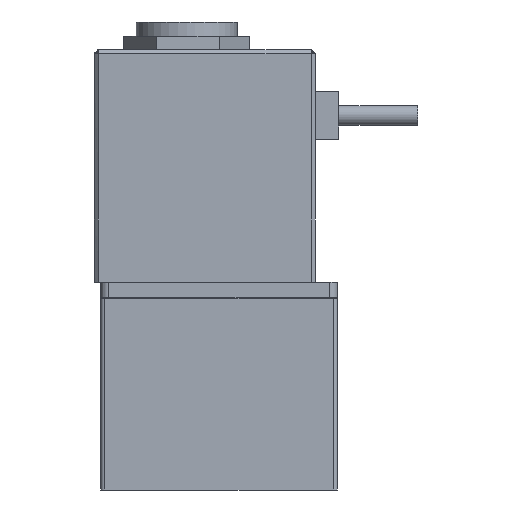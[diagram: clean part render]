
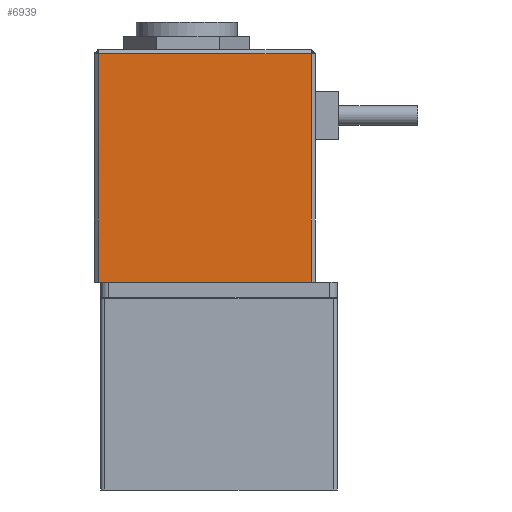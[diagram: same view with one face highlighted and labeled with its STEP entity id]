
A CAD part, front view. The second image highlights one B-rep face of the part: STEP entity #6939.
In plain terms, the highlighted planar face has unit normal (0, -1, 0).
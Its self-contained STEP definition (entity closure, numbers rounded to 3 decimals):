
#1009 = DIRECTION ( 'NONE',  ( 0., 1., 0. ) ) ;
#2119 = CARTESIAN_POINT ( 'NONE',  ( 10.063, -11., 55.36 ) ) ;
#2651 = CARTESIAN_POINT ( 'NONE',  ( 10.563, -11., 26.36 ) ) ;
#3386 = CARTESIAN_POINT ( 'NONE',  ( -16.937, -11., 55.36 ) ) ;
#3407 = ORIENTED_EDGE ( 'NONE', *, *, #14904, .T. ) ;
#3424 = EDGE_LOOP ( 'NONE', ( #7587, #3827, #22578, #3407 ) ) ;
#3718 = VERTEX_POINT ( 'NONE', #14415 ) ;
#3827 = ORIENTED_EDGE ( 'NONE', *, *, #22348, .T. ) ;
#6683 = CARTESIAN_POINT ( 'NONE',  ( 10.063, -11., 45.693 ) ) ;
#6939 = ADVANCED_FACE ( 'NONE', ( #9905 ), #11895, .F. ) ;
#7168 = CARTESIAN_POINT ( 'NONE',  ( -16.937, -11., 26.36 ) ) ;
#7388 = VERTEX_POINT ( 'NONE', #16529 ) ;
#7391 = B_SPLINE_CURVE_WITH_KNOTS ( 'NONE', 3,
 ( #2119, #18235, #9261, #16380 ),
 .UNSPECIFIED., .F., .F.,
 ( 4, 4 ),
 ( 0., 1. ),
 .UNSPECIFIED. ) ;
#7587 = ORIENTED_EDGE ( 'NONE', *, *, #13677, .T. ) ;
#8143 = DIRECTION ( 'NONE',  ( -1., 0., 0. ) ) ;
#9261 = CARTESIAN_POINT ( 'NONE',  ( -7.937, -11., 55.36 ) ) ;
#9795 = DIRECTION ( 'NONE',  ( 1., 0., 0. ) ) ;
#9856 = CARTESIAN_POINT ( 'NONE',  ( 10.063, -11., 36.027 ) ) ;
#9905 = FACE_OUTER_BOUND ( 'NONE', #3424, .T. ) ;
#10145 = B_SPLINE_CURVE_WITH_KNOTS ( 'NONE', 3,
 ( #18717, #9856, #6683, #20819 ),
 .UNSPECIFIED., .F., .F.,
 ( 4, 4 ),
 ( 0., 1. ),
 .UNSPECIFIED. ) ;
#11895 = PLANE ( 'NONE',  #15010 ) ;
#13677 = EDGE_CURVE ( 'NONE', #18427, #7388, #22060, .T. ) ;
#14415 = CARTESIAN_POINT ( 'NONE',  ( -16.937, -11., 55.36 ) ) ;
#14904 = EDGE_CURVE ( 'NONE', #3718, #18427, #19916, .T. ) ;
#15010 = AXIS2_PLACEMENT_3D ( 'NONE', #17011, #1009, #8143 ) ;
#15662 = VECTOR ( 'NONE', #9795, 1000. ) ;
#16380 = CARTESIAN_POINT ( 'NONE',  ( -16.937, -11., 55.36 ) ) ;
#16529 = CARTESIAN_POINT ( 'NONE',  ( 10.063, -11., 26.36 ) ) ;
#17011 = CARTESIAN_POINT ( 'NONE',  ( 10.563, -11., 55.86 ) ) ;
#18235 = CARTESIAN_POINT ( 'NONE',  ( 1.063, -11., 55.36 ) ) ;
#18427 = VERTEX_POINT ( 'NONE', #7168 ) ;
#18717 = CARTESIAN_POINT ( 'NONE',  ( 10.063, -11., 26.36 ) ) ;
#18734 = VERTEX_POINT ( 'NONE', #22096 ) ;
#19268 = CARTESIAN_POINT ( 'NONE',  ( -16.937, -11., 36.027 ) ) ;
#19916 = B_SPLINE_CURVE_WITH_KNOTS ( 'NONE', 3,
 ( #3386, #21033, #19268, #20802 ),
 .UNSPECIFIED., .F., .F.,
 ( 4, 4 ),
 ( 0., 1. ),
 .UNSPECIFIED. ) ;
#20357 = EDGE_CURVE ( 'NONE', #18734, #3718, #7391, .T. ) ;
#20802 = CARTESIAN_POINT ( 'NONE',  ( -16.937, -11., 26.36 ) ) ;
#20819 = CARTESIAN_POINT ( 'NONE',  ( 10.063, -11., 55.36 ) ) ;
#21033 = CARTESIAN_POINT ( 'NONE',  ( -16.937, -11., 45.693 ) ) ;
#22060 = LINE ( 'NONE', #2651, #15662 ) ;
#22096 = CARTESIAN_POINT ( 'NONE',  ( 10.063, -11., 55.36 ) ) ;
#22348 = EDGE_CURVE ( 'NONE', #7388, #18734, #10145, .T. ) ;
#22578 = ORIENTED_EDGE ( 'NONE', *, *, #20357, .T. ) ;
